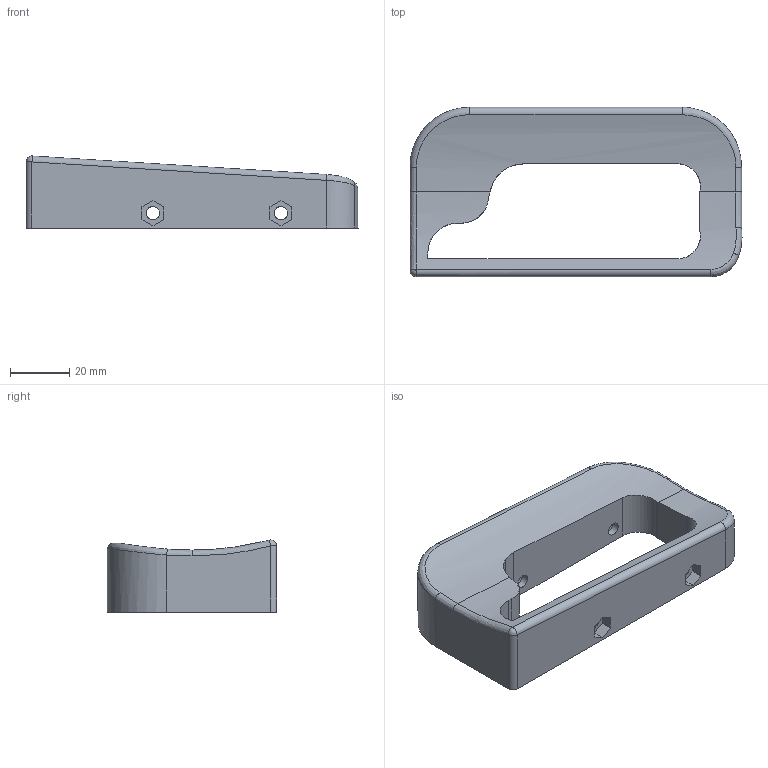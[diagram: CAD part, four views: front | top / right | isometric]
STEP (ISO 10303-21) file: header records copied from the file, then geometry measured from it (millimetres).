
FILE_DESCRIPTION(('FreeCAD Model'),'2;1');
FILE_NAME('Open CASCADE Shape Model','2026-02-02T10:16:49',('Author'),( ''),'Open CASCADE STEP processor 7.8','FreeCAD','Unknown');
FILE_SCHEMA(('AUTOMOTIVE_DESIGN { 1 0 10303 214 1 1 1 1 }'));
Length unit declared in the file: millimetre
Products named in the file (1): grip_3_2 (Mirror #1)
Bounding box: 111.76 x 57 x 24.25 mm (x, y, z)
Volume: 68656.1 mm3; surface area: 18826.6 mm2
Topology: 1 solids, 1 shells, 65 faces, 172 edges, 111 vertices
Faces by surface type: plane 28, cylinder 27, bspline 9, sphere 1
Entity records: 3142 total; most frequent: CARTESIAN_POINT 1026, ORIENTED_EDGE 342, DIRECTION 274, EDGE_CURVE 171, VERTEX_POINT 111, AXIS2_PLACEMENT_3D 92, LINE 90, VECTOR 90
